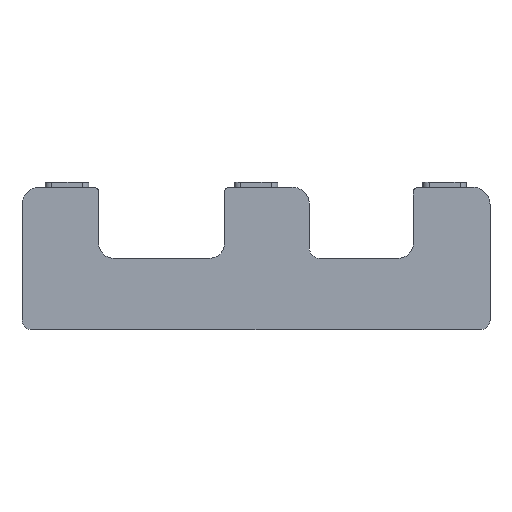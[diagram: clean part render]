
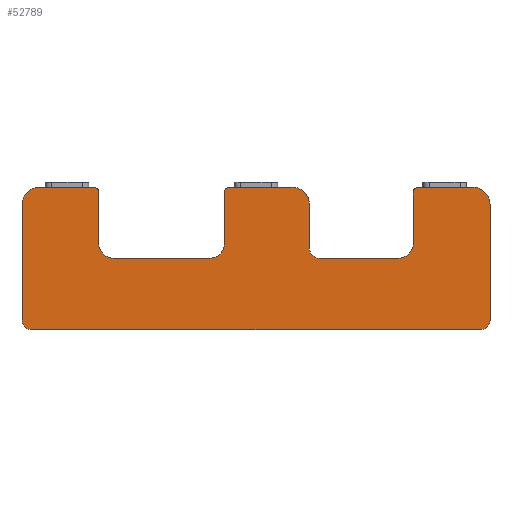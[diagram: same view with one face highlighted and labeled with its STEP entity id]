
A CAD part, top view. The second image highlights one B-rep face of the part: STEP entity #52789.
In plain terms, the highlighted face is planar.
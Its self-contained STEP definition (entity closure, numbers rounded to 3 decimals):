
#51987 = VERTEX_POINT('',#51988);
#51988 = CARTESIAN_POINT('',(3.6,0.,1.6));
#51994 = EDGE_CURVE('',#51987,#51995,#51997,.T.);
#51995 = VERTEX_POINT('',#51996);
#51996 = CARTESIAN_POINT('',(14.74,0.,1.6));
#51997 = LINE('',#51998,#51999);
#51998 = CARTESIAN_POINT('',(3.6,0.,1.6));
#51999 = VECTOR('',#52000,1.);
#52000 = DIRECTION('',(1.,0.,0.));
#52025 = EDGE_CURVE('',#51995,#52026,#52028,.T.);
#52026 = VERTEX_POINT('',#52027);
#52027 = CARTESIAN_POINT('',(15.74,-1.009,1.6));
#52028 = CIRCLE('',#52029,1.);
#52029 = AXIS2_PLACEMENT_3D('',#52030,#52031,#52032);
#52030 = CARTESIAN_POINT('',(14.74,-1.,1.6));
#52031 = DIRECTION('',(0.,0.,-1.));
#52032 = DIRECTION('',(0.,1.,0.));
#52058 = EDGE_CURVE('',#52026,#52059,#52061,.T.);
#52059 = VERTEX_POINT('',#52060);
#52060 = CARTESIAN_POINT('',(15.74,-11.6,1.6));
#52061 = LINE('',#52062,#52063);
#52062 = CARTESIAN_POINT('',(15.74,-1.009,1.6));
#52063 = VECTOR('',#52064,1.);
#52064 = DIRECTION('',(0.,-1.,0.));
#52089 = EDGE_CURVE('',#52059,#52090,#52092,.T.);
#52090 = VERTEX_POINT('',#52091);
#52091 = CARTESIAN_POINT('',(18.74,-14.6,1.6));
#52092 = CIRCLE('',#52093,3.);
#52093 = AXIS2_PLACEMENT_3D('',#52094,#52095,#52096);
#52094 = CARTESIAN_POINT('',(18.74,-11.6,1.6));
#52095 = DIRECTION('',(0.,0.,1.));
#52096 = DIRECTION('',(-1.,0.,0.));
#52122 = EDGE_CURVE('',#52090,#52123,#52125,.T.);
#52123 = VERTEX_POINT('',#52124);
#52124 = CARTESIAN_POINT('',(38.6,-14.6,1.6));
#52125 = LINE('',#52126,#52127);
#52126 = CARTESIAN_POINT('',(18.74,-14.6,1.6));
#52127 = VECTOR('',#52128,1.);
#52128 = DIRECTION('',(1.,0.,0.));
#52153 = EDGE_CURVE('',#52123,#52154,#52156,.T.);
#52154 = VERTEX_POINT('',#52155);
#52155 = CARTESIAN_POINT('',(41.6,-11.6,1.6));
#52156 = CIRCLE('',#52157,3.);
#52157 = AXIS2_PLACEMENT_3D('',#52158,#52159,#52160);
#52158 = CARTESIAN_POINT('',(38.6,-11.6,1.6));
#52159 = DIRECTION('',(0.,0.,1.));
#52160 = DIRECTION('',(0.,-1.,0.));
#52186 = EDGE_CURVE('',#52154,#52187,#52189,.T.);
#52187 = VERTEX_POINT('',#52188);
#52188 = CARTESIAN_POINT('',(41.6,-1.,1.6));
#52189 = LINE('',#52190,#52191);
#52190 = CARTESIAN_POINT('',(41.6,-11.6,1.6));
#52191 = VECTOR('',#52192,1.);
#52192 = DIRECTION('',(0.,1.,0.));
#52217 = EDGE_CURVE('',#52187,#52218,#52220,.T.);
#52218 = VERTEX_POINT('',#52219);
#52219 = CARTESIAN_POINT('',(42.611,0.,1.6));
#52220 = CIRCLE('',#52221,1.);
#52221 = AXIS2_PLACEMENT_3D('',#52222,#52223,#52224);
#52222 = CARTESIAN_POINT('',(42.6,-1.,1.6));
#52223 = DIRECTION('',(0.,0.,-1.));
#52224 = DIRECTION('',(-1.,0.,-0.));
#52250 = EDGE_CURVE('',#52218,#52251,#52253,.T.);
#52251 = VERTEX_POINT('',#52252);
#52252 = CARTESIAN_POINT('',(55.44,0.,1.6));
#52253 = LINE('',#52254,#52255);
#52254 = CARTESIAN_POINT('',(42.611,0.,1.6));
#52255 = VECTOR('',#52256,1.);
#52256 = DIRECTION('',(1.,0.,0.));
#52281 = EDGE_CURVE('',#52251,#52282,#52284,.T.);
#52282 = VERTEX_POINT('',#52283);
#52283 = CARTESIAN_POINT('',(59.04,-3.616,1.6));
#52284 = CIRCLE('',#52285,3.6);
#52285 = AXIS2_PLACEMENT_3D('',#52286,#52287,#52288);
#52286 = CARTESIAN_POINT('',(55.44,-3.6,1.6));
#52287 = DIRECTION('',(0.,0.,-1.));
#52288 = DIRECTION('',(0.,1.,0.));
#52314 = EDGE_CURVE('',#52282,#52315,#52317,.T.);
#52315 = VERTEX_POINT('',#52316);
#52316 = CARTESIAN_POINT('',(59.04,-12.616,1.6));
#52317 = LINE('',#52318,#52319);
#52318 = CARTESIAN_POINT('',(59.04,-3.616,1.6));
#52319 = VECTOR('',#52320,1.);
#52320 = DIRECTION('',(0.,-1.,0.));
#52345 = EDGE_CURVE('',#52315,#52346,#52348,.T.);
#52346 = VERTEX_POINT('',#52347);
#52347 = CARTESIAN_POINT('',(61.04,-14.6,1.6));
#52348 = CIRCLE('',#52349,2.);
#52349 = AXIS2_PLACEMENT_3D('',#52350,#52351,#52352);
#52350 = CARTESIAN_POINT('',(61.04,-12.6,1.6));
#52351 = DIRECTION('',(0.,0.,1.));
#52352 = DIRECTION('',(-1.,-0.008,0.));
#52378 = EDGE_CURVE('',#52346,#52379,#52381,.T.);
#52379 = VERTEX_POINT('',#52380);
#52380 = CARTESIAN_POINT('',(77.4,-14.6,1.6));
#52381 = LINE('',#52382,#52383);
#52382 = CARTESIAN_POINT('',(61.04,-14.6,1.6));
#52383 = VECTOR('',#52384,1.);
#52384 = DIRECTION('',(1.,0.,0.));
#52409 = EDGE_CURVE('',#52379,#52410,#52412,.T.);
#52410 = VERTEX_POINT('',#52411);
#52411 = CARTESIAN_POINT('',(80.4,-11.6,1.6));
#52412 = CIRCLE('',#52413,3.);
#52413 = AXIS2_PLACEMENT_3D('',#52414,#52415,#52416);
#52414 = CARTESIAN_POINT('',(77.4,-11.6,1.6));
#52415 = DIRECTION('',(0.,0.,1.));
#52416 = DIRECTION('',(0.,-1.,0.));
#52442 = EDGE_CURVE('',#52410,#52443,#52445,.T.);
#52443 = VERTEX_POINT('',#52444);
#52444 = CARTESIAN_POINT('',(80.4,-1.,1.6));
#52445 = LINE('',#52446,#52447);
#52446 = CARTESIAN_POINT('',(80.4,-11.6,1.6));
#52447 = VECTOR('',#52448,1.);
#52448 = DIRECTION('',(0.,1.,0.));
#52473 = EDGE_CURVE('',#52443,#52474,#52476,.T.);
#52474 = VERTEX_POINT('',#52475);
#52475 = CARTESIAN_POINT('',(81.411,0.,1.6));
#52476 = CIRCLE('',#52477,1.);
#52477 = AXIS2_PLACEMENT_3D('',#52478,#52479,#52480);
#52478 = CARTESIAN_POINT('',(81.4,-1.,1.6));
#52479 = DIRECTION('',(0.,0.,-1.));
#52480 = DIRECTION('',(-1.,0.,-0.));
#52506 = EDGE_CURVE('',#52474,#52507,#52509,.T.);
#52507 = VERTEX_POINT('',#52508);
#52508 = CARTESIAN_POINT('',(92.54,0.,1.6));
#52509 = LINE('',#52510,#52511);
#52510 = CARTESIAN_POINT('',(81.411,0.,1.6));
#52511 = VECTOR('',#52512,1.);
#52512 = DIRECTION('',(1.,0.,0.));
#52537 = EDGE_CURVE('',#52507,#52538,#52540,.T.);
#52538 = VERTEX_POINT('',#52539);
#52539 = CARTESIAN_POINT('',(96.14,-3.616,1.6));
#52540 = CIRCLE('',#52541,3.6);
#52541 = AXIS2_PLACEMENT_3D('',#52542,#52543,#52544);
#52542 = CARTESIAN_POINT('',(92.54,-3.6,1.6));
#52543 = DIRECTION('',(0.,0.,-1.));
#52544 = DIRECTION('',(0.,1.,0.));
#52570 = EDGE_CURVE('',#52538,#52571,#52573,.T.);
#52571 = VERTEX_POINT('',#52572);
#52572 = CARTESIAN_POINT('',(96.14,-27.3,1.6));
#52573 = LINE('',#52574,#52575);
#52574 = CARTESIAN_POINT('',(96.14,-3.616,1.6));
#52575 = VECTOR('',#52576,1.);
#52576 = DIRECTION('',(0.,-1.,0.));
#52601 = EDGE_CURVE('',#52571,#52602,#52604,.T.);
#52602 = VERTEX_POINT('',#52603);
#52603 = CARTESIAN_POINT('',(94.14,-29.3,1.6));
#52604 = CIRCLE('',#52605,2.);
#52605 = AXIS2_PLACEMENT_3D('',#52606,#52607,#52608);
#52606 = CARTESIAN_POINT('',(94.14,-27.3,1.6));
#52607 = DIRECTION('',(0.,0.,-1.));
#52608 = DIRECTION('',(1.,0.,0.));
#52634 = EDGE_CURVE('',#52602,#52635,#52637,.T.);
#52635 = VERTEX_POINT('',#52636);
#52636 = CARTESIAN_POINT('',(2.,-29.3,1.6));
#52637 = LINE('',#52638,#52639);
#52638 = CARTESIAN_POINT('',(94.14,-29.3,1.6));
#52639 = VECTOR('',#52640,1.);
#52640 = DIRECTION('',(-1.,0.,0.));
#52665 = EDGE_CURVE('',#52635,#52666,#52668,.T.);
#52666 = VERTEX_POINT('',#52667);
#52667 = CARTESIAN_POINT('',(0.,-27.3,1.6));
#52668 = CIRCLE('',#52669,2.);
#52669 = AXIS2_PLACEMENT_3D('',#52670,#52671,#52672);
#52670 = CARTESIAN_POINT('',(2.,-27.3,1.6));
#52671 = DIRECTION('',(0.,0.,-1.));
#52672 = DIRECTION('',(0.,-1.,-0.));
#52698 = EDGE_CURVE('',#52666,#52699,#52701,.T.);
#52699 = VERTEX_POINT('',#52700);
#52700 = CARTESIAN_POINT('',(0.,-3.6,1.6));
#52701 = LINE('',#52702,#52703);
#52702 = CARTESIAN_POINT('',(0.,-27.3,1.6));
#52703 = VECTOR('',#52704,1.);
#52704 = DIRECTION('',(0.,1.,0.));
#52729 = EDGE_CURVE('',#52699,#52730,#52732,.T.);
#52730 = VERTEX_POINT('',#52731);
#52731 = CARTESIAN_POINT('',(3.6,0.,1.6));
#52732 = CIRCLE('',#52733,3.6);
#52733 = AXIS2_PLACEMENT_3D('',#52734,#52735,#52736);
#52734 = CARTESIAN_POINT('',(3.6,-3.6,1.6));
#52735 = DIRECTION('',(0.,0.,-1.));
#52736 = DIRECTION('',(-1.,0.,0.));
#52789 = ADVANCED_FACE('',(#52790),#52816,.T.);
#52790 = FACE_BOUND('',#52791,.T.);
#52791 = EDGE_LOOP('',(#52792,#52793,#52794,#52795,#52796,#52797,#52798,
    #52799,#52800,#52801,#52802,#52803,#52804,#52805,#52806,#52807,
    #52808,#52809,#52810,#52811,#52812,#52813,#52814,#52815));
#52792 = ORIENTED_EDGE('',*,*,#51994,.T.);
#52793 = ORIENTED_EDGE('',*,*,#52025,.T.);
#52794 = ORIENTED_EDGE('',*,*,#52058,.T.);
#52795 = ORIENTED_EDGE('',*,*,#52089,.T.);
#52796 = ORIENTED_EDGE('',*,*,#52122,.T.);
#52797 = ORIENTED_EDGE('',*,*,#52153,.T.);
#52798 = ORIENTED_EDGE('',*,*,#52186,.T.);
#52799 = ORIENTED_EDGE('',*,*,#52217,.T.);
#52800 = ORIENTED_EDGE('',*,*,#52250,.T.);
#52801 = ORIENTED_EDGE('',*,*,#52281,.T.);
#52802 = ORIENTED_EDGE('',*,*,#52314,.T.);
#52803 = ORIENTED_EDGE('',*,*,#52345,.T.);
#52804 = ORIENTED_EDGE('',*,*,#52378,.T.);
#52805 = ORIENTED_EDGE('',*,*,#52409,.T.);
#52806 = ORIENTED_EDGE('',*,*,#52442,.T.);
#52807 = ORIENTED_EDGE('',*,*,#52473,.T.);
#52808 = ORIENTED_EDGE('',*,*,#52506,.T.);
#52809 = ORIENTED_EDGE('',*,*,#52537,.T.);
#52810 = ORIENTED_EDGE('',*,*,#52570,.T.);
#52811 = ORIENTED_EDGE('',*,*,#52601,.T.);
#52812 = ORIENTED_EDGE('',*,*,#52634,.T.);
#52813 = ORIENTED_EDGE('',*,*,#52665,.T.);
#52814 = ORIENTED_EDGE('',*,*,#52698,.T.);
#52815 = ORIENTED_EDGE('',*,*,#52729,.T.);
#52816 = PLANE('',#52817);
#52817 = AXIS2_PLACEMENT_3D('',#52818,#52819,#52820);
#52818 = CARTESIAN_POINT('',(48.233,-15.746,1.6));
#52819 = DIRECTION('',(0.,0.,1.));
#52820 = DIRECTION('',(1.,0.,-0.));
